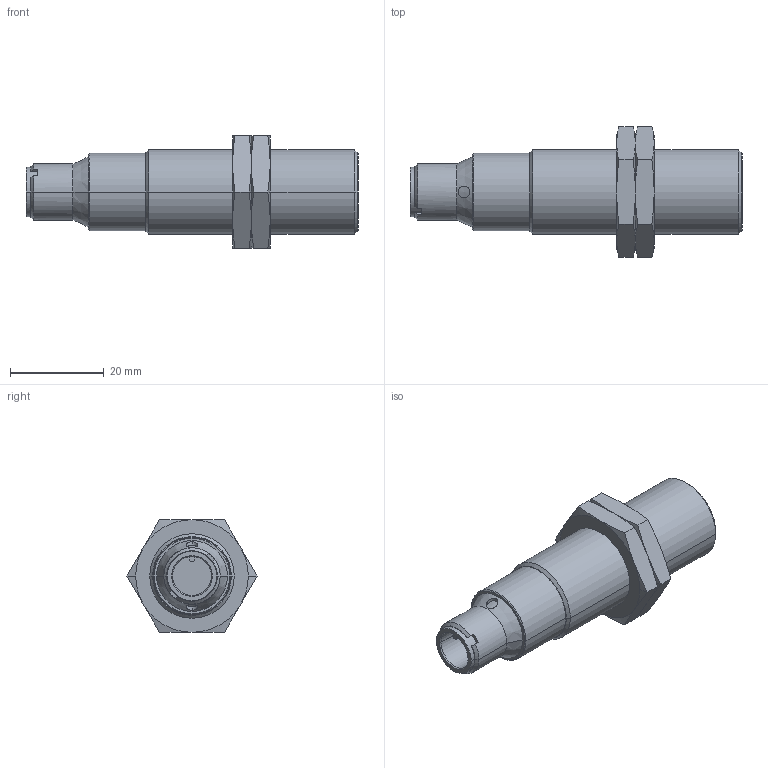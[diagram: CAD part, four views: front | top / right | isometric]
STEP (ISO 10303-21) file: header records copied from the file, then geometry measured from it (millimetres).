
FILE_DESCRIPTION( ( '' ), '1' );
FILE_NAME( 'gg712s_2_03.stp', '2010-05-03T12:16:48', ( '' ), ( '' ), ' ', ' ', ' ' );
FILE_SCHEMA( ( 'CONFIG_CONTROL_DESIGN' ) );
Length unit declared in the file: millimetre
Products named in the file (3): 1; 2; 3
Bounding box: 70.7 x 27.71 x 24 mm (x, y, z)
Volume: 17310 mm3; surface area: 6423.6 mm2
Topology: 3 solids, 3 shells, 111 faces, 247 edges, 148 vertices
Faces by surface type: cone 56, plane 33, cylinder 22
Entity records: 3260 total; most frequent: CARTESIAN_POINT 769, DIRECTION 510, ORIENTED_EDGE 494, EDGE_CURVE 247, AXIS2_PLACEMENT_3D 213, VERTEX_POINT 148, EDGE_LOOP 121, ADVANCED_FACE 111
